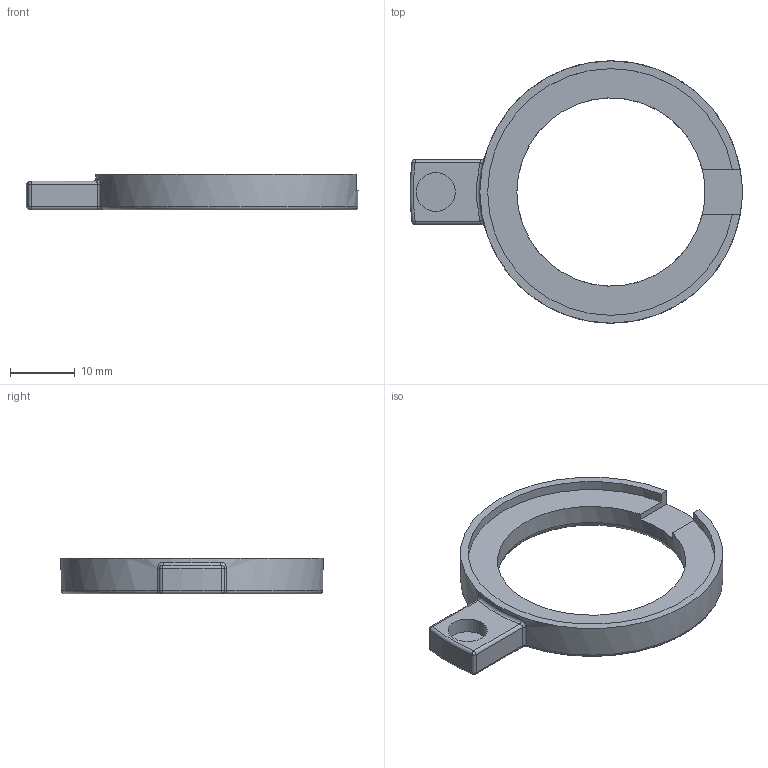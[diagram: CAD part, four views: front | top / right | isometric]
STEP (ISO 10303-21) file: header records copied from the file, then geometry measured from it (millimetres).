
FILE_DESCRIPTION(/* description */ (''),/* implementation_level */ '2;1');
FILE_NAME(/* name */ 'coil_frame_B.step',/* time_stamp */ '2024-10-31T23:32:13+09:00',/* author */ (''),/* organization */ (''),/* preprocessor_version */ 'ST-DEVELOPER v20',/* originating_system */ 'Autodesk Translation Framework v13.20.0.188',/* authorisation */ '');
FILE_SCHEMA (('AUTOMOTIVE_DESIGN { 1 0 10303 214 3 1 1 }'));
Length unit declared in the file: millimetre
Products named in the file (1): coil_frame
Bounding box: 51.13 x 40.4 x 5.5 mm (x, y, z)
Volume: 3035.9 mm3; surface area: 2742 mm2
Topology: 1 solids, 1 shells, 36 faces, 82 edges, 48 vertices
Faces by surface type: cylinder 13, plane 10, torus 7, sphere 4, bspline 2
Full cylindrical faces by diameter (mm): 6 x1, 29 x1, 40.4 x1
Entity records: 1107 total; most frequent: CARTESIAN_POINT 238, DIRECTION 195, ORIENTED_EDGE 164, EDGE_CURVE 82, AXIS2_PLACEMENT_3D 82, VERTEX_POINT 48, CIRCLE 47, EDGE_LOOP 38
